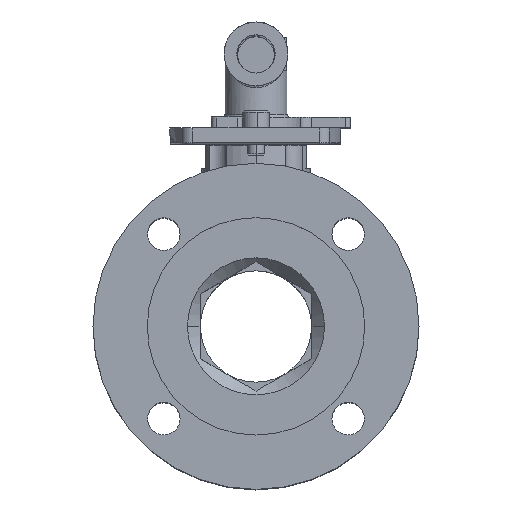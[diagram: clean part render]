
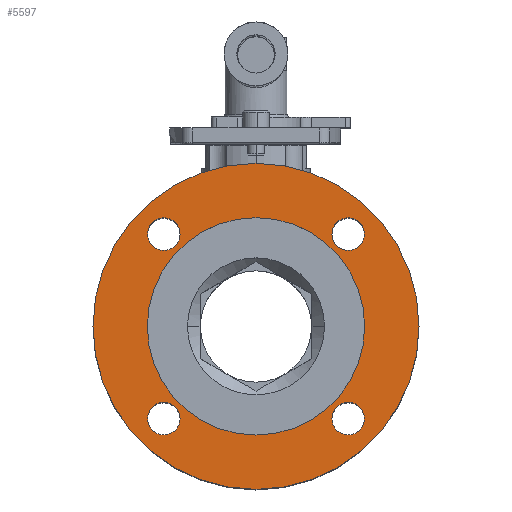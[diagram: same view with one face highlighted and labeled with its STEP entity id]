
A CAD part, top view. The second image highlights one B-rep face of the part: STEP entity #5597.
In plain terms, the highlighted planar face has unit normal (0, 0, 1).
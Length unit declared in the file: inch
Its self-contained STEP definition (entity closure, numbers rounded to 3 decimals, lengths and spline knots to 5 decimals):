
#110 = CIRCLE ( 'NONE', #13757, 2.5 ) ;
#156 = VERTEX_POINT ( 'NONE', #11582 ) ;
#165 = AXIS2_PLACEMENT_3D ( 'NONE', #13078, #18815, #5684 ) ;
#207 = AXIS2_PLACEMENT_3D ( 'NONE', #2947, #16164, #10610 ) ;
#295 = DIRECTION ( 'NONE',  ( 1., 0., 0. ) ) ;
#472 = CIRCLE ( 'NONE', #165, 3.75 ) ;
#574 = DIRECTION ( 'NONE',  ( 0., 0., 1. ) ) ;
#721 = CARTESIAN_POINT ( 'NONE',  ( -1.61547, -2.56163, 3.99443 ) ) ;
#785 = CARTESIAN_POINT ( 'NONE',  ( -1.99047, -2.56163, 3.99443 ) ) ;
#991 = DIRECTION ( 'NONE',  ( 0., 0., 1. ) ) ;
#1370 = DIRECTION ( 'NONE',  ( 1., 0., 0. ) ) ;
#1483 = AXIS2_PLACEMENT_3D ( 'NONE', #17252, #12802, #3763 ) ;
#1556 = FACE_BOUND ( 'NONE', #5100, .T. ) ;
#1574 = EDGE_LOOP ( 'NONE', ( #14038, #14698 ) ) ;
#1883 = EDGE_CURVE ( 'NONE', #18669, #156, #12764, .T. ) ;
#2101 = DIRECTION ( 'NONE',  ( 0., 0., 1. ) ) ;
#2142 = EDGE_CURVE ( 'NONE', #7184, #9842, #110, .T. ) ;
#2177 = ORIENTED_EDGE ( 'NONE', *, *, #2142, .F. ) ;
#2409 = CARTESIAN_POINT ( 'NONE',  ( -3.61915, -0.44031, 3.99443 ) ) ;
#2513 = CARTESIAN_POINT ( 'NONE',  ( -1.61547, 1.68101, 3.99443 ) ) ;
#2562 = ORIENTED_EDGE ( 'NONE', *, *, #15026, .F. ) ;
#2947 = CARTESIAN_POINT ( 'NONE',  ( -1.99047, 1.68101, 3.99443 ) ) ;
#3436 = AXIS2_PLACEMENT_3D ( 'NONE', #10621, #12029, #16372 ) ;
#3529 = VERTEX_POINT ( 'NONE', #2513 ) ;
#3622 = CIRCLE ( 'NONE', #13877, 3.75 ) ;
#3763 = DIRECTION ( 'NONE',  ( -1., 0., 0. ) ) ;
#4698 = CARTESIAN_POINT ( 'NONE',  ( 3.88085, -0.44031, 3.99443 ) ) ;
#4917 = VERTEX_POINT ( 'NONE', #2409 ) ;
#5100 = EDGE_LOOP ( 'NONE', ( #2562, #14219 ) ) ;
#5292 = EDGE_LOOP ( 'NONE', ( #5848, #2177 ) ) ;
#5597 = ADVANCED_FACE ( 'NONE', ( #8915, #1556, #11159, #12533, #11055, #18561 ), #12624, .F. ) ;
#5679 = VERTEX_POINT ( 'NONE', #9582 ) ;
#5684 = DIRECTION ( 'NONE',  ( 1., 0., 0. ) ) ;
#5699 = ORIENTED_EDGE ( 'NONE', *, *, #6527, .T. ) ;
#5848 = ORIENTED_EDGE ( 'NONE', *, *, #11427, .F. ) ;
#5973 = EDGE_CURVE ( 'NONE', #3529, #5679, #8852, .T. ) ;
#6241 = VERTEX_POINT ( 'NONE', #4698 ) ;
#6404 = CARTESIAN_POINT ( 'NONE',  ( 0.13085, 2.05969, 3.99443 ) ) ;
#6527 = EDGE_CURVE ( 'NONE', #6241, #4917, #3622, .T. ) ;
#6585 = ORIENTED_EDGE ( 'NONE', *, *, #10076, .F. ) ;
#6588 = EDGE_LOOP ( 'NONE', ( #10637, #7745 ) ) ;
#7010 = EDGE_CURVE ( 'NONE', #7221, #7351, #18564, .T. ) ;
#7184 = VERTEX_POINT ( 'NONE', #19056 ) ;
#7221 = VERTEX_POINT ( 'NONE', #9629 ) ;
#7351 = VERTEX_POINT ( 'NONE', #721 ) ;
#7555 = DIRECTION ( 'NONE',  ( 0., 0., 1. ) ) ;
#7594 = VERTEX_POINT ( 'NONE', #18851 ) ;
#7745 = ORIENTED_EDGE ( 'NONE', *, *, #15080, .F. ) ;
#8152 = AXIS2_PLACEMENT_3D ( 'NONE', #19067, #18893, #10191 ) ;
#8302 = DIRECTION ( 'NONE',  ( 1., 0., 0. ) ) ;
#8662 = CARTESIAN_POINT ( 'NONE',  ( 0.13085, -0.44031, 3.99443 ) ) ;
#8852 = CIRCLE ( 'NONE', #207, 0.375 ) ;
#8915 = FACE_BOUND ( 'NONE', #6588, .T. ) ;
#9113 = CARTESIAN_POINT ( 'NONE',  ( 2.25217, -2.56163, 3.99443 ) ) ;
#9576 = CARTESIAN_POINT ( 'NONE',  ( 2.25217, 1.68101, 3.99443 ) ) ;
#9582 = CARTESIAN_POINT ( 'NONE',  ( -2.36547, 1.68101, 3.99443 ) ) ;
#9629 = CARTESIAN_POINT ( 'NONE',  ( -2.36547, -2.56163, 3.99443 ) ) ;
#9644 = CIRCLE ( 'NONE', #13402, 0.375 ) ;
#9781 = DIRECTION ( 'NONE',  ( -1., 0., 0. ) ) ;
#9842 = VERTEX_POINT ( 'NONE', #15323 ) ;
#10076 = EDGE_CURVE ( 'NONE', #7594, #17731, #17715, .T. ) ;
#10191 = DIRECTION ( 'NONE',  ( 1., 0., 0. ) ) ;
#10610 = DIRECTION ( 'NONE',  ( 0., 1., 0. ) ) ;
#10621 = CARTESIAN_POINT ( 'NONE',  ( -1.99047, 1.68101, 3.99443 ) ) ;
#10637 = ORIENTED_EDGE ( 'NONE', *, *, #1883, .F. ) ;
#11055 = FACE_BOUND ( 'NONE', #5292, .T. ) ;
#11159 = FACE_BOUND ( 'NONE', #1574, .T. ) ;
#11427 = EDGE_CURVE ( 'NONE', #9842, #7184, #15864, .T. ) ;
#11578 = DIRECTION ( 'NONE',  ( 0., 0., 1. ) ) ;
#11582 = CARTESIAN_POINT ( 'NONE',  ( 1.87717, -2.56163, 3.99443 ) ) ;
#11665 = DIRECTION ( 'NONE',  ( 0., -1., 0. ) ) ;
#11758 = DIRECTION ( 'NONE',  ( 0., 0., 1. ) ) ;
#12029 = DIRECTION ( 'NONE',  ( 0., 0., 1. ) ) ;
#12059 = DIRECTION ( 'NONE',  ( 0., -1., 0. ) ) ;
#12233 = CIRCLE ( 'NONE', #8152, 0.375 ) ;
#12533 = FACE_BOUND ( 'NONE', #15800, .T. ) ;
#12624 = PLANE ( 'NONE',  #16308 ) ;
#12764 = CIRCLE ( 'NONE', #14684, 0.375 ) ;
#12773 = AXIS2_PLACEMENT_3D ( 'NONE', #14742, #11758, #11665 ) ;
#12802 = DIRECTION ( 'NONE',  ( 0., 0., 1. ) ) ;
#13078 = CARTESIAN_POINT ( 'NONE',  ( 0.13085, -0.44031, 3.99443 ) ) ;
#13402 = AXIS2_PLACEMENT_3D ( 'NONE', #785, #991, #9781 ) ;
#13634 = EDGE_CURVE ( 'NONE', #5679, #3529, #19214, .T. ) ;
#13698 = CIRCLE ( 'NONE', #12773, 0.375 ) ;
#13757 = AXIS2_PLACEMENT_3D ( 'NONE', #14053, #2101, #8302 ) ;
#13877 = AXIS2_PLACEMENT_3D ( 'NONE', #19159, #11578, #1370 ) ;
#14038 = ORIENTED_EDGE ( 'NONE', *, *, #5973, .F. ) ;
#14053 = CARTESIAN_POINT ( 'NONE',  ( 0.13085, -0.44031, 3.99443 ) ) ;
#14219 = ORIENTED_EDGE ( 'NONE', *, *, #7010, .F. ) ;
#14603 = CARTESIAN_POINT ( 'NONE',  ( 2.62717, -2.56163, 3.99443 ) ) ;
#14684 = AXIS2_PLACEMENT_3D ( 'NONE', #9113, #7555, #12059 ) ;
#14698 = ORIENTED_EDGE ( 'NONE', *, *, #13634, .F. ) ;
#14722 = ORIENTED_EDGE ( 'NONE', *, *, #15652, .F. ) ;
#14742 = CARTESIAN_POINT ( 'NONE',  ( 2.25217, -2.56163, 3.99443 ) ) ;
#15026 = EDGE_CURVE ( 'NONE', #7351, #7221, #9644, .T. ) ;
#15080 = EDGE_CURVE ( 'NONE', #156, #18669, #13698, .T. ) ;
#15323 = CARTESIAN_POINT ( 'NONE',  ( 2.63085, -0.44031, 3.99443 ) ) ;
#15487 = AXIS2_PLACEMENT_3D ( 'NONE', #9576, #574, #295 ) ;
#15652 = EDGE_CURVE ( 'NONE', #17731, #7594, #12233, .T. ) ;
#15800 = EDGE_LOOP ( 'NONE', ( #6585, #14722 ) ) ;
#15864 = CIRCLE ( 'NONE', #16498, 2.5 ) ;
#16164 = DIRECTION ( 'NONE',  ( 0., 0., 1. ) ) ;
#16227 = DIRECTION ( 'NONE',  ( 0., 0., 1. ) ) ;
#16308 = AXIS2_PLACEMENT_3D ( 'NONE', #6404, #18656, #16978 ) ;
#16372 = DIRECTION ( 'NONE',  ( 0., 1., 0. ) ) ;
#16498 = AXIS2_PLACEMENT_3D ( 'NONE', #8662, #16227, #17911 ) ;
#16564 = EDGE_CURVE ( 'NONE', #4917, #6241, #472, .T. ) ;
#16978 = DIRECTION ( 'NONE',  ( -1., 0., 0. ) ) ;
#17252 = CARTESIAN_POINT ( 'NONE',  ( -1.99047, -2.56163, 3.99443 ) ) ;
#17321 = CARTESIAN_POINT ( 'NONE',  ( 1.87717, 1.68101, 3.99443 ) ) ;
#17367 = EDGE_LOOP ( 'NONE', ( #5699, #17552 ) ) ;
#17552 = ORIENTED_EDGE ( 'NONE', *, *, #16564, .T. ) ;
#17715 = CIRCLE ( 'NONE', #15487, 0.375 ) ;
#17731 = VERTEX_POINT ( 'NONE', #17321 ) ;
#17911 = DIRECTION ( 'NONE',  ( 1., 0., 0. ) ) ;
#18561 = FACE_OUTER_BOUND ( 'NONE', #17367, .T. ) ;
#18564 = CIRCLE ( 'NONE', #1483, 0.375 ) ;
#18656 = DIRECTION ( 'NONE',  ( 0., 0., -1. ) ) ;
#18669 = VERTEX_POINT ( 'NONE', #14603 ) ;
#18815 = DIRECTION ( 'NONE',  ( 0., 0., 1. ) ) ;
#18851 = CARTESIAN_POINT ( 'NONE',  ( 2.62717, 1.68101, 3.99443 ) ) ;
#18893 = DIRECTION ( 'NONE',  ( 0., 0., 1. ) ) ;
#19056 = CARTESIAN_POINT ( 'NONE',  ( -2.36915, -0.44031, 3.99443 ) ) ;
#19067 = CARTESIAN_POINT ( 'NONE',  ( 2.25217, 1.68101, 3.99443 ) ) ;
#19159 = CARTESIAN_POINT ( 'NONE',  ( 0.13085, -0.44031, 3.99443 ) ) ;
#19214 = CIRCLE ( 'NONE', #3436, 0.375 ) ;
